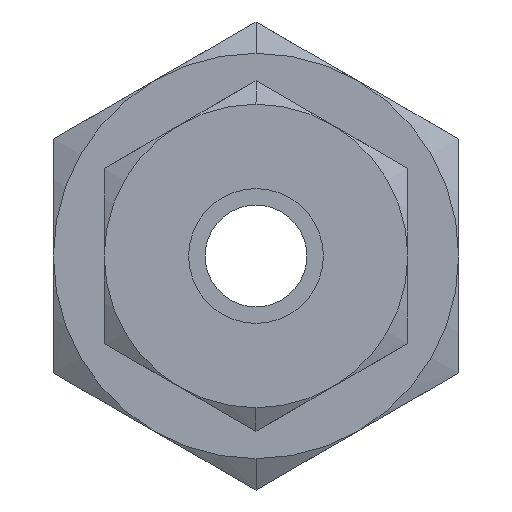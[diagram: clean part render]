
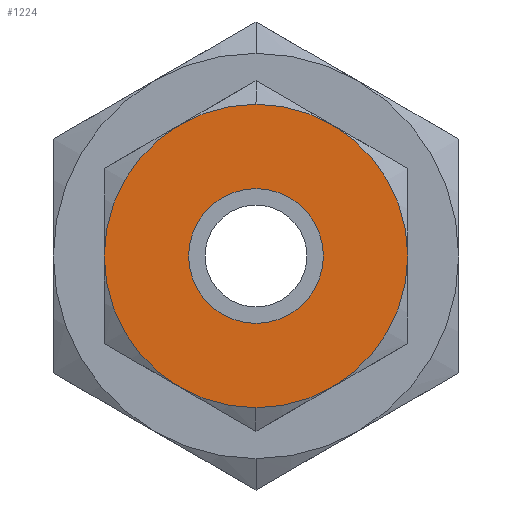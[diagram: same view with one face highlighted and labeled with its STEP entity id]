
A CAD part, left-side view. The second image highlights one B-rep face of the part: STEP entity #1224.
In plain terms, the highlighted planar face has unit normal (-1, 0, 0).
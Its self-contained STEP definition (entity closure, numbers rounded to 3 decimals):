
#1 = CARTESIAN_POINT ( 'NONE',  ( 0., 0., 0. ) ) ;
#43 = DIRECTION ( 'NONE',  ( 1., 0., 0. ) ) ;
#164 = CARTESIAN_POINT ( 'NONE',  ( 0., 0., 7.15 ) ) ;
#455 = VERTEX_POINT ( 'NONE', #4948 ) ;
#675 = ORIENTED_EDGE ( 'NONE', *, *, #3161, .F. ) ;
#808 = PLANE ( 'NONE',  #2297 ) ;
#965 = CARTESIAN_POINT ( 'NONE',  ( 0., 0., -3.175 ) ) ;
#1150 = FACE_OUTER_BOUND ( 'NONE', #5140, .T. ) ;
#1224 = ADVANCED_FACE ( 'NONE', ( #3675, #1150 ), #808, .T. ) ;
#1568 = EDGE_CURVE ( 'NONE', #455, #2465, #2903, .T. ) ;
#1632 = CARTESIAN_POINT ( 'NONE',  ( 0., 0., 0. ) ) ;
#1695 = AXIS2_PLACEMENT_3D ( 'NONE', #1632, #5712, #7285 ) ;
#1696 = DIRECTION ( 'NONE',  ( 0., 0., -1. ) ) ;
#1831 = ORIENTED_EDGE ( 'NONE', *, *, #1568, .T. ) ;
#1923 = DIRECTION ( 'NONE',  ( -1., 0., 0. ) ) ;
#2226 = AXIS2_PLACEMENT_3D ( 'NONE', #7395, #43, #5222 ) ;
#2275 = DIRECTION ( 'NONE',  ( 1., 0., 0. ) ) ;
#2297 = AXIS2_PLACEMENT_3D ( 'NONE', #5998, #1923, #4629 ) ;
#2465 = VERTEX_POINT ( 'NONE', #965 ) ;
#2617 = VERTEX_POINT ( 'NONE', #6393 ) ;
#2812 = AXIS2_PLACEMENT_3D ( 'NONE', #3937, #4009, #7348 ) ;
#2903 = CIRCLE ( 'NONE', #1695, 3.175 ) ;
#2936 = CIRCLE ( 'NONE', #2812, 7.15 ) ;
#3146 = ORIENTED_EDGE ( 'NONE', *, *, #6089, .F. ) ;
#3157 = ORIENTED_EDGE ( 'NONE', *, *, #6481, .T. ) ;
#3161 = EDGE_CURVE ( 'NONE', #3845, #2617, #2936, .T. ) ;
#3675 = FACE_BOUND ( 'NONE', #4865, .T. ) ;
#3778 = CIRCLE ( 'NONE', #2226, 7.15 ) ;
#3845 = VERTEX_POINT ( 'NONE', #164 ) ;
#3937 = CARTESIAN_POINT ( 'NONE',  ( 0., 0., 0. ) ) ;
#4009 = DIRECTION ( 'NONE',  ( 1., 0., 0. ) ) ;
#4377 = CIRCLE ( 'NONE', #5335, 3.175 ) ;
#4629 = DIRECTION ( 'NONE',  ( 0., 0., 1. ) ) ;
#4865 = EDGE_LOOP ( 'NONE', ( #3157, #1831 ) ) ;
#4948 = CARTESIAN_POINT ( 'NONE',  ( 0., 0., 3.175 ) ) ;
#5140 = EDGE_LOOP ( 'NONE', ( #675, #3146 ) ) ;
#5222 = DIRECTION ( 'NONE',  ( 0., 0., -1. ) ) ;
#5335 = AXIS2_PLACEMENT_3D ( 'NONE', #1, #2275, #1696 ) ;
#5712 = DIRECTION ( 'NONE',  ( 1., 0., 0. ) ) ;
#5998 = CARTESIAN_POINT ( 'NONE',  ( 0., 0., 3.575 ) ) ;
#6089 = EDGE_CURVE ( 'NONE', #2617, #3845, #3778, .T. ) ;
#6393 = CARTESIAN_POINT ( 'NONE',  ( 0., 0., -7.15 ) ) ;
#6481 = EDGE_CURVE ( 'NONE', #2465, #455, #4377, .T. ) ;
#7285 = DIRECTION ( 'NONE',  ( 0., 0., 1. ) ) ;
#7348 = DIRECTION ( 'NONE',  ( 0., 0., 1. ) ) ;
#7395 = CARTESIAN_POINT ( 'NONE',  ( 0., 0., 0. ) ) ;
